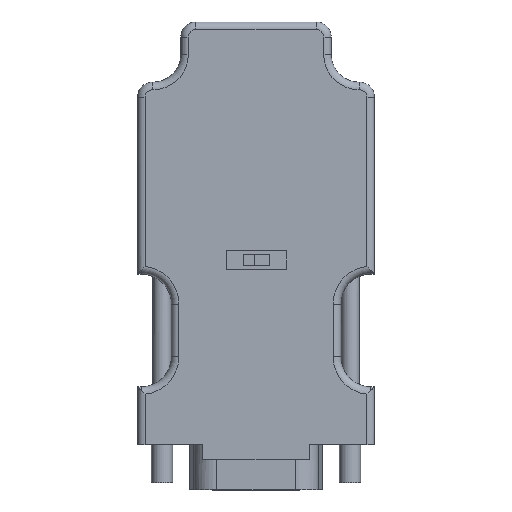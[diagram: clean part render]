
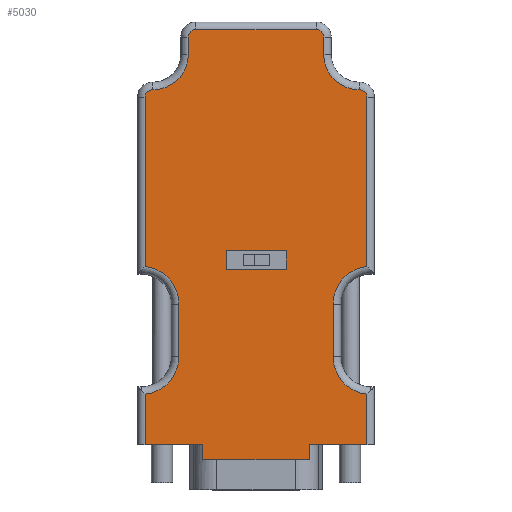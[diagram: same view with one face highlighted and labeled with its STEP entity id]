
A CAD part, top view. The second image highlights one B-rep face of the part: STEP entity #5030.
In plain terms, the highlighted face is planar.
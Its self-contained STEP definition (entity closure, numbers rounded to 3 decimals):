
#1670=CARTESIAN_POINT('',(-10.25,3.8,
-8.5));
#1680=VERTEX_POINT('',#1670);
#1710=CARTESIAN_POINT('',(-15.25,3.8,
-8.5));
#1720=DIRECTION('',(0.,0.,1.));
#1730=DIRECTION('',(1.,0.,0.));
#1740=AXIS2_PLACEMENT_3D('',#1710,#1720,#1730);
#1750=CIRCLE('',#1740,5.);
#1760=CARTESIAN_POINT('',(-14.75,8.775,-8.5));
#1770=VERTEX_POINT('',#1760);
#1780=EDGE_CURVE('',#1680,#1770,#1750,.T.);
#2410=CARTESIAN_POINT('',(-10.25,-3.2,
-8.5));
#2420=VERTEX_POINT('',#2410);
#2450=CARTESIAN_POINT('',(-10.25,3.8,
-8.5));
#2460=DIRECTION('',(0.,-1.,0.));
#2470=VECTOR('',#2460,1.);
#2480=LINE('',#2450,#2470);
#2490=EDGE_CURVE('',#1680,#2420,#2480,.T.);
#2610=CARTESIAN_POINT('',(-14.75,8.574,-8.5));
#2620=DIRECTION('',(0.,0.,1.));
#2630=DIRECTION('',(1.,0.,0.));
#2640=AXIS2_PLACEMENT_3D('',#2610,#2620,#2630);
#2650=PLANE('',#2640);
#2660=CARTESIAN_POINT('',(-4.037,0.,-8.5));
#2670=DIRECTION('',(0.,1.,0.));
#2680=VECTOR('',#2670,1.);
#2690=LINE('',#2660,#2680);
#2700=CARTESIAN_POINT('',(-4.037,8.4,
-8.5));
#2710=VERTEX_POINT('',#2700);
#2720=CARTESIAN_POINT('',(-4.037,10.9,
-8.5));
#2730=VERTEX_POINT('',#2720);
#2740=EDGE_CURVE('',#2710,#2730,#2690,.T.);
#2750=ORIENTED_EDGE('',*,*,#2740,.F.);
#2760=CARTESIAN_POINT('',(0.,10.9,-8.5));
#2770=DIRECTION('',(1.,0.,0.));
#2780=VECTOR('',#2770,1.);
#2790=LINE('',#2760,#2780);
#2800=CARTESIAN_POINT('',(3.963,10.9,
-8.5));
#2810=VERTEX_POINT('',#2800);
#2820=EDGE_CURVE('',#2730,#2810,#2790,.T.);
#2830=ORIENTED_EDGE('',*,*,#2820,.F.);
#2840=CARTESIAN_POINT('',(3.963,0.,-8.5));
#2850=DIRECTION('',(0.,-1.,0.));
#2860=VECTOR('',#2850,1.);
#2870=LINE('',#2840,#2860);
#2880=CARTESIAN_POINT('',(3.963,8.4,
-8.5));
#2890=VERTEX_POINT('',#2880);
#2900=EDGE_CURVE('',#2810,#2890,#2870,.T.);
#2910=ORIENTED_EDGE('',*,*,#2900,.F.);
#2920=CARTESIAN_POINT('',(0.,8.4,-8.5));
#2930=DIRECTION('',(-1.,0.,0.));
#2940=VECTOR('',#2930,1.);
#2950=LINE('',#2920,#2940);
#2960=EDGE_CURVE('',#2890,#2710,#2950,.T.);
#2970=ORIENTED_EDGE('',*,*,#2960,.F.);
#2980=EDGE_LOOP('',(#2970,#2910,#2830,#2750));
#2990=FACE_BOUND('',#2980,.T.);
#3000=ORIENTED_EDGE('',*,*,#1780,.T.);
#3010=ORIENTED_EDGE('',*,*,#2490,.F.);
#3020=CARTESIAN_POINT('',(-15.25,-3.2,
-8.5));
#3030=DIRECTION('',(0.,0.,1.));
#3040=DIRECTION('',(0.1,-0.995,0.));
#3050=AXIS2_PLACEMENT_3D('',#3020,#3030,#3040);
#3060=CIRCLE('',#3050,5.);
#3070=CARTESIAN_POINT('',(-14.75,-8.175,-8.5));
#3080=VERTEX_POINT('',#3070);
#3090=EDGE_CURVE('',#3080,#2420,#3060,.T.);
#3100=ORIENTED_EDGE('',*,*,#3090,.T.);
#3110=CARTESIAN_POINT('',(-14.75,-8.175,-8.5));
#3120=DIRECTION('',(0.,-1.,0.));
#3130=VECTOR('',#3120,1.);
#3140=LINE('',#3110,#3130);
#3150=CARTESIAN_POINT('',(-14.75,-14.9,-8.5));
#3160=VERTEX_POINT('',#3150);
#3170=EDGE_CURVE('',#3080,#3160,#3140,.T.);
#3180=ORIENTED_EDGE('',*,*,#3170,.F.);
#3190=CARTESIAN_POINT('',(-7.1,-14.9,
-8.5));
#3200=DIRECTION('',(-1.,0.,0.));
#3210=VECTOR('',#3200,1.);
#3220=LINE('',#3190,#3210);
#3230=CARTESIAN_POINT('',(-7.1,-14.9,
-8.5));
#3240=VERTEX_POINT('',#3230);
#3250=EDGE_CURVE('',#3240,#3160,#3220,.T.);
#3260=ORIENTED_EDGE('',*,*,#3250,.T.);
#3270=CARTESIAN_POINT('',(-7.1,-16.9,
-8.5));
#3280=DIRECTION('',(0.,1.,0.));
#3290=VECTOR('',#3280,1.);
#3300=LINE('',#3270,#3290);
#3310=CARTESIAN_POINT('',(-7.1,-16.9,
-8.5));
#3320=VERTEX_POINT('',#3310);
#3330=EDGE_CURVE('',#3320,#3240,#3300,.T.);
#3340=ORIENTED_EDGE('',*,*,#3330,.T.);
#3350=CARTESIAN_POINT('',(7.1,-16.9,
-8.5));
#3360=DIRECTION('',(-1.,0.,0.));
#3370=VECTOR('',#3360,1.);
#3380=LINE('',#3350,#3370);
#3390=CARTESIAN_POINT('',(7.1,-16.9,
-8.5));
#3400=VERTEX_POINT('',#3390);
#3410=EDGE_CURVE('',#3400,#3320,#3380,.T.);
#3420=ORIENTED_EDGE('',*,*,#3410,.T.);
#3430=CARTESIAN_POINT('',(7.1,-14.9,
-8.5));
#3440=DIRECTION('',(0.,-1.,0.));
#3450=VECTOR('',#3440,1.);
#3460=LINE('',#3430,#3450);
#3470=CARTESIAN_POINT('',(7.1,-14.9,
-8.5));
#3480=VERTEX_POINT('',#3470);
#3490=EDGE_CURVE('',#3480,#3400,#3460,.T.);
#3500=ORIENTED_EDGE('',*,*,#3490,.T.);
#3510=CARTESIAN_POINT('',(14.75,-14.9,-8.5));
#3520=DIRECTION('',(-1.,0.,0.));
#3530=VECTOR('',#3520,1.);
#3540=LINE('',#3510,#3530);
#3550=CARTESIAN_POINT('',(14.75,-14.9,-8.5));
#3560=VERTEX_POINT('',#3550);
#3570=EDGE_CURVE('',#3560,#3480,#3540,.T.);
#3580=ORIENTED_EDGE('',*,*,#3570,.T.);
#3590=CARTESIAN_POINT('',(14.75,-14.9,-8.5));
#3600=DIRECTION('',(0.,1.,0.));
#3610=VECTOR('',#3600,1.);
#3620=LINE('',#3590,#3610);
#3630=CARTESIAN_POINT('',(14.75,-8.175,-8.5));
#3640=VERTEX_POINT('',#3630);
#3650=EDGE_CURVE('',#3560,#3640,#3620,.T.);
#3660=ORIENTED_EDGE('',*,*,#3650,.F.);
#3670=CARTESIAN_POINT('',(15.25,-3.2,
-8.5));
#3680=DIRECTION('',(0.,0.,1.));
#3690=DIRECTION('',(-1.,0.,0.));
#3700=AXIS2_PLACEMENT_3D('',#3670,#3680,#3690);
#3710=CIRCLE('',#3700,5.);
#3720=CARTESIAN_POINT('',(10.25,-3.2,
-8.5));
#3730=VERTEX_POINT('',#3720);
#3740=EDGE_CURVE('',#3730,#3640,#3710,.T.);
#3750=ORIENTED_EDGE('',*,*,#3740,.T.);
#3760=CARTESIAN_POINT('',(10.25,-3.2,
-8.5));
#3770=DIRECTION('',(0.,1.,0.));
#3780=VECTOR('',#3770,1.);
#3790=LINE('',#3760,#3780);
#3800=CARTESIAN_POINT('',(10.25,3.8,
-8.5));
#3810=VERTEX_POINT('',#3800);
#3820=EDGE_CURVE('',#3730,#3810,#3790,.T.);
#3830=ORIENTED_EDGE('',*,*,#3820,.F.);
#3840=CARTESIAN_POINT('',(15.25,3.8,
-8.5));
#3850=DIRECTION('',(0.,0.,1.));
#3860=DIRECTION('',(-0.1,0.995,0.));
#3870=AXIS2_PLACEMENT_3D('',#3840,#3850,#3860);
#3880=CIRCLE('',#3870,5.);
#3890=CARTESIAN_POINT('',(14.75,8.775,-8.5));
#3900=VERTEX_POINT('',#3890);
#3910=EDGE_CURVE('',#3900,#3810,#3880,.T.);
#3920=ORIENTED_EDGE('',*,*,#3910,.T.);
#3930=CARTESIAN_POINT('',(14.75,8.775,-8.5));
#3940=DIRECTION('',(0.,1.,0.));
#3950=VECTOR('',#3940,1.);
#3960=LINE('',#3930,#3950);
#3970=CARTESIAN_POINT('',(14.75,31.299,-8.5));
#3980=VERTEX_POINT('',#3970);
#3990=EDGE_CURVE('',#3900,#3980,#3960,.T.);
#4000=ORIENTED_EDGE('',*,*,#3990,.F.);
#4010=CARTESIAN_POINT('',(13.75,31.299,-8.5));
#4020=DIRECTION('',(0.,0.,-1.));
#4030=DIRECTION('',(0.,1.,0.));
#4040=AXIS2_PLACEMENT_3D('',#4010,#4020,#4030);
#4050=CIRCLE('',#4040,1.);
#4060=CARTESIAN_POINT('',(13.746,32.299,
-8.5));
#4070=VERTEX_POINT('',#4060);
#4080=EDGE_CURVE('',#4070,#3980,#4050,.T.);
#4090=ORIENTED_EDGE('',*,*,#4080,.T.);
#4100=CARTESIAN_POINT('',(13.75,32.299,-8.5));
#4110=DIRECTION('',(-1.,0.,0.));
#4120=VECTOR('',#4110,1.);
#4130=LINE('',#4100,#4120);
#4140=CARTESIAN_POINT('',(13.7,32.299,-8.5));
#4150=VERTEX_POINT('',#4140);
#4160=EDGE_CURVE('',#4070,#4150,#4130,.T.);
#4170=ORIENTED_EDGE('',*,*,#4160,.F.);
#4180=CARTESIAN_POINT('',(13.7,36.999,-8.5));
#4190=DIRECTION('',(0.,0.,1.));
#4200=DIRECTION('',(-1.,0.,0.));
#4210=AXIS2_PLACEMENT_3D('',#4180,#4190,#4200);
#4220=CIRCLE('',#4210,4.7);
#4230=CARTESIAN_POINT('',(9.,36.999,-8.5));
#4240=VERTEX_POINT('',#4230);
#4250=EDGE_CURVE('',#4240,#4150,#4220,.T.);
#4260=ORIENTED_EDGE('',*,*,#4250,.T.);
#4270=CARTESIAN_POINT('',(9.,36.999,-8.5));
#4280=DIRECTION('',(0.,1.,0.));
#4290=VECTOR('',#4280,1.);
#4300=LINE('',#4270,#4290);
#4310=CARTESIAN_POINT('',(9.,39.3,-8.5));
#4320=VERTEX_POINT('',#4310);
#4330=EDGE_CURVE('',#4240,#4320,#4300,.T.);
#4340=ORIENTED_EDGE('',*,*,#4330,.F.);
#4350=CARTESIAN_POINT('',(8.,39.3,
-8.5));
#4360=DIRECTION('',(0.,0.,-1.));
#4370=DIRECTION('',(0.,1.,0.));
#4380=AXIS2_PLACEMENT_3D('',#4350,#4360,#4370);
#4390=CIRCLE('',#4380,1.);
#4400=CARTESIAN_POINT('',(8.,40.3,
-8.5));
#4410=VERTEX_POINT('',#4400);
#4420=EDGE_CURVE('',#4410,#4320,#4390,.T.);
#4430=ORIENTED_EDGE('',*,*,#4420,.T.);
#4440=CARTESIAN_POINT('',(8.,40.3,
-8.5));
#4450=DIRECTION('',(-1.,0.,0.));
#4460=VECTOR('',#4450,1.);
#4470=LINE('',#4440,#4460);
#4480=CARTESIAN_POINT('',(-8.,40.3,
-8.5));
#4490=VERTEX_POINT('',#4480);
#4500=EDGE_CURVE('',#4410,#4490,#4470,.T.);
#4510=ORIENTED_EDGE('',*,*,#4500,.F.);
#4520=CARTESIAN_POINT('',(-8.,39.3,
-8.5));
#4530=DIRECTION('',(0.,0.,-1.));
#4540=DIRECTION('',(-1.,0.,0.));
#4550=AXIS2_PLACEMENT_3D('',#4520,#4530,#4540);
#4560=CIRCLE('',#4550,1.);
#4570=CARTESIAN_POINT('',(-9.,39.3,-8.5));
#4580=VERTEX_POINT('',#4570);
#4590=EDGE_CURVE('',#4580,#4490,#4560,.T.);
#4600=ORIENTED_EDGE('',*,*,#4590,.T.);
#4610=CARTESIAN_POINT('',(-9.,39.3,-8.5));
#4620=DIRECTION('',(0.,-1.,0.));
#4630=VECTOR('',#4620,1.);
#4640=LINE('',#4610,#4630);
#4650=CARTESIAN_POINT('',(-9.,36.999,-8.5));
#4660=VERTEX_POINT('',#4650);
#4670=EDGE_CURVE('',#4580,#4660,#4640,.T.);
#4680=ORIENTED_EDGE('',*,*,#4670,.F.);
#4690=CARTESIAN_POINT('',(-13.7,36.999,-8.5));
#4700=DIRECTION('',(0.,0.,1.));
#4710=DIRECTION('',(0.,-1.,0.));
#4720=AXIS2_PLACEMENT_3D('',#4690,#4700,#4710);
#4730=CIRCLE('',#4720,4.7);
#4740=CARTESIAN_POINT('',(-13.7,32.299,-8.5));
#4750=VERTEX_POINT('',#4740);
#4760=EDGE_CURVE('',#4750,#4660,#4730,.T.);
#4770=ORIENTED_EDGE('',*,*,#4760,.T.);
#4780=CARTESIAN_POINT('',(-13.7,32.299,-8.5));
#4790=DIRECTION('',(-1.,0.,0.));
#4800=VECTOR('',#4790,1.);
#4810=LINE('',#4780,#4800);
#4820=CARTESIAN_POINT('',(-13.746,32.299,
-8.5));
#4830=VERTEX_POINT('',#4820);
#4840=EDGE_CURVE('',#4750,#4830,#4810,.T.);
#4850=ORIENTED_EDGE('',*,*,#4840,.F.);
#4860=CARTESIAN_POINT('',(-13.75,31.299,-8.5));
#4870=DIRECTION('',(0.,0.,-1.));
#4880=DIRECTION('',(-1.,0.,0.));
#4890=AXIS2_PLACEMENT_3D('',#4860,#4870,#4880);
#4900=CIRCLE('',#4890,1.);
#4910=CARTESIAN_POINT('',(-14.75,31.299,-8.5));
#4920=VERTEX_POINT('',#4910);
#4930=EDGE_CURVE('',#4920,#4830,#4900,.T.);
#4940=ORIENTED_EDGE('',*,*,#4930,.T.);
#4950=CARTESIAN_POINT('',(-14.75,31.299,-8.5));
#4960=DIRECTION('',(0.,-1.,0.));
#4970=VECTOR('',#4960,1.);
#4980=LINE('',#4950,#4970);
#4990=EDGE_CURVE('',#4920,#1770,#4980,.T.);
#5000=ORIENTED_EDGE('',*,*,#4990,.F.);
#5010=EDGE_LOOP('',(#5000,#4940,#4850,#4770,#4680,#4600,#4510,#4430,
#4340,#4260,#4170,#4090,#4000,#3920,#3830,#3750,#3660,#3580,#3500,#3420,
#3340,#3260,#3180,#3100,#3010,#3000));
#5020=FACE_OUTER_BOUND('',#5010,.T.);
#5030=ADVANCED_FACE('',(#2990,#5020),#2650,.F.);
